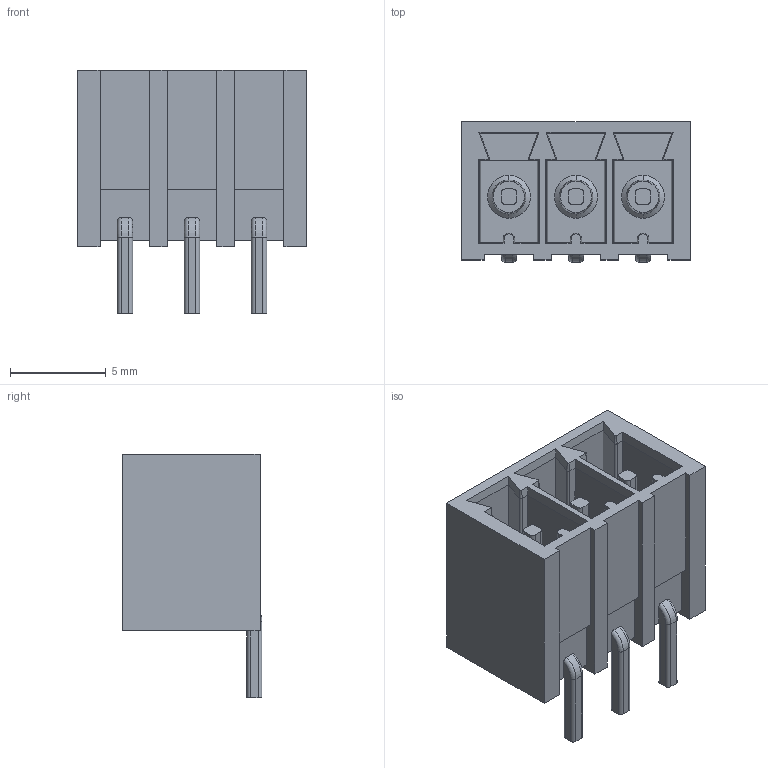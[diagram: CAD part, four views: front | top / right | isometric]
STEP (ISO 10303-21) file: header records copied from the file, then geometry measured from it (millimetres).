
FILE_DESCRIPTION((''),'2;1');
FILE_NAME('C-2213932-3','2016-08-19T',('workeradm'),('Tyco Electronics Ltd.'),'CREO PARAMETRIC BY PTC INC, 2016050','CREO PARAMETRIC BY PTC INC, 2016050','');
FILE_SCHEMA(('AUTOMOTIVE_DESIGN { 1 0 10303 214 1 1 1 1 }'));
Length unit declared in the file: millimetre
Products named in the file (1): C-2213932-3
Bounding box: 11.9 x 7.3 x 12.7 mm (x, y, z)
Volume: 416.5 mm3; surface area: 1060 mm2
Topology: 1 solids, 1 shells, 211 faces, 546 edges, 342 vertices
Faces by surface type: plane 148, cylinder 36, cone 21, torus 6
Entity records: 6549 total; most frequent: CARTESIAN_POINT 1161, ORIENTED_EDGE 1092, DIRECTION 1067, EDGE_CURVE 546, VECTOR 435, LINE 435, VERTEX_POINT 342, AXIS2_PLACEMENT_3D 316
